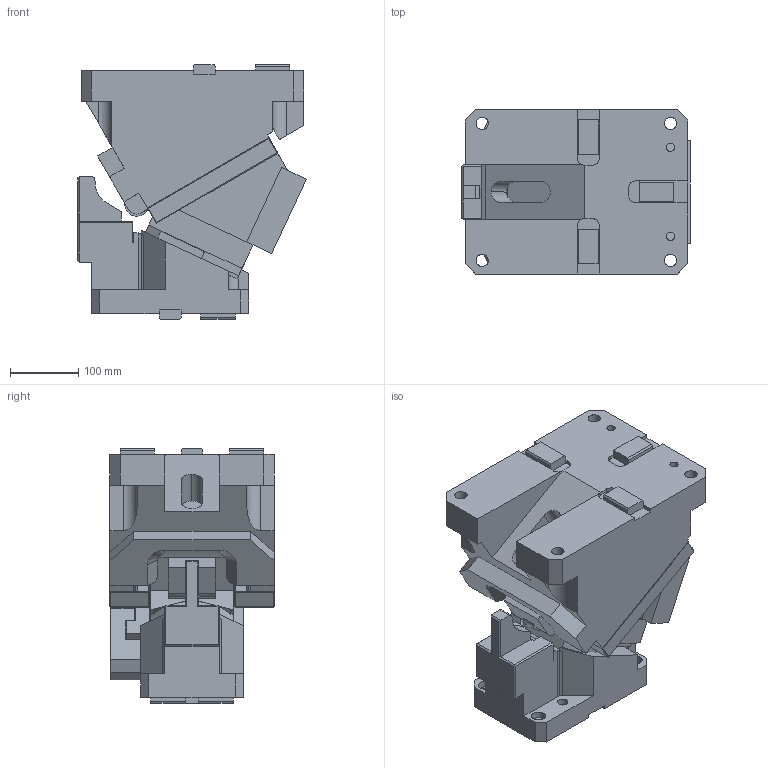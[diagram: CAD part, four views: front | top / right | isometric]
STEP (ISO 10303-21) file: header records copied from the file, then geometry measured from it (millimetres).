
FILE_DESCRIPTION(('CATIA V5 STEP Exchange'),'2;1');
FILE_NAME('CACG_150_25.stp','2015-04-22T08:33:03+00:00',('none'),('none'),'CATIA Version 5 Release 19 SP 2 (IN-10)','CATIA V5 STEP AP203','none');
FILE_SCHEMA(('CONFIG_CONTROL_DESIGN'));
Length unit declared in the file: millimetre
Products named in the file (1): CACG_150_25
Bounding box: 334.03 x 240 x 372 mm (x, y, z)
Volume: 15332695.8 mm3; surface area: 909016.1 mm2
Topology: 3 solids, 9 shells, 521 faces, 1451 edges, 955 vertices
Faces by surface type: plane 373, cylinder 146, cone 2
Entity records: 19091 total; most frequent: CARTESIAN_POINT 6488, ORIENTED_EDGE 2902, DIRECTION 2063, EDGE_CURVE 1451, VECTOR 1169, LINE 1169, VERTEX_POINT 955, EDGE_LOOP 566
